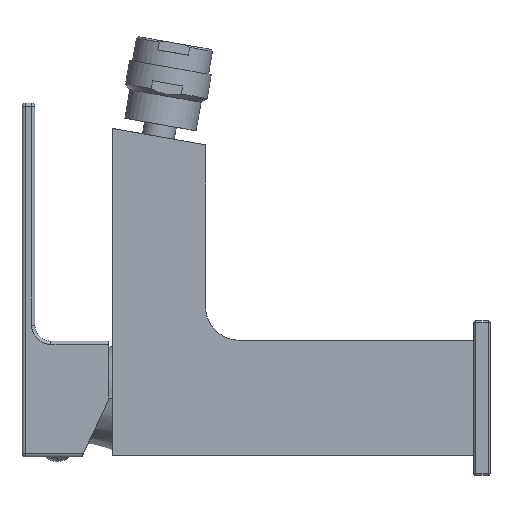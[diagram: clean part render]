
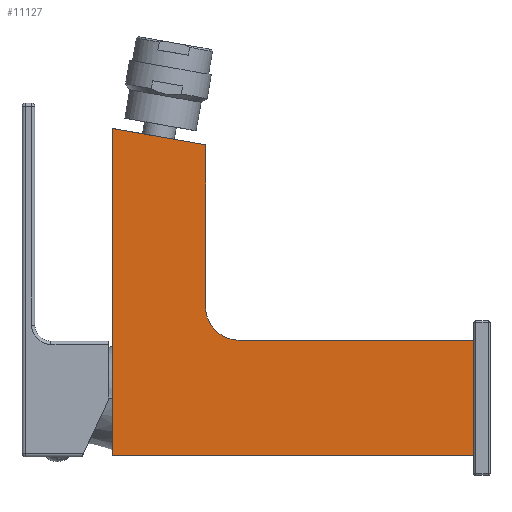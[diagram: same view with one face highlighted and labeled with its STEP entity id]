
A CAD part, left-side view. The second image highlights one B-rep face of the part: STEP entity #11127.
In plain terms, the highlighted planar face has unit normal (-1, 0, 0).
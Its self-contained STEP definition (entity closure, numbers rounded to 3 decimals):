
#2780=DIRECTION('',(0.,0.,-1.));
#2781=VECTOR('',#2780,101.712);
#2782=CARTESIAN_POINT('',(-18.,114.,83.712));
#2783=LINE('',#2782,#2781);
#2818=CARTESIAN_POINT('',(-18.,113.,83.212));
#2819=DIRECTION('',(1.,0.,0.));
#2820=DIRECTION('',(0.,0.894,0.447));
#2821=AXIS2_PLACEMENT_3D('',#2818,#2819,#2820);
#2828=DIRECTION('',(0.,0.,1.));
#2829=VECTOR('',#2828,36.);
#2830=CARTESIAN_POINT('',(-18.,1.5,-18.));
#2831=LINE('',#2830,#2829);
#2832=DIRECTION('',(0.,1.,0.));
#2833=VECTOR('',#2832,112.5);
#2834=CARTESIAN_POINT('',(-18.,1.5,-18.));
#2835=LINE('',#2834,#2833);
#2836=DIRECTION('',(0.,0.985,0.174));
#2837=VECTOR('',#2836,29.344);
#2838=CARTESIAN_POINT('',(-18.,85.,78.783));
#2839=LINE('',#2838,#2837);
#2840=DIRECTION('',(0.,0.,1.));
#2841=VECTOR('',#2840,50.283);
#2842=CARTESIAN_POINT('',(-18.,85.,28.5));
#2843=LINE('',#2842,#2841);
#2844=CARTESIAN_POINT('',(-18.,74.5,28.5));
#2845=DIRECTION('',(1.,0.,0.));
#2846=DIRECTION('',(0.,0.,-1.));
#2847=AXIS2_PLACEMENT_3D('',#2844,#2845,#2846);
#2849=DIRECTION('',(0.,1.,0.));
#2850=VECTOR('',#2849,73.);
#2851=CARTESIAN_POINT('',(-18.,1.5,18.));
#2852=LINE('',#2851,#2850);
#5077=CARTESIAN_POINT('',(-18.,114.,-18.));
#5079=VERTEX_POINT('',#5077);
#5093=CARTESIAN_POINT('',(-18.,74.5,18.));
#5094=CARTESIAN_POINT('',(-18.,85.,28.5));
#5095=VERTEX_POINT('',#5093);
#5096=VERTEX_POINT('',#5094);
#5097=CARTESIAN_POINT('',(-18.,85.,78.783));
#5098=VERTEX_POINT('',#5097);
#5099=CARTESIAN_POINT('',(-18.,113.898,83.878));
#5100=VERTEX_POINT('',#5099);
#5107=CARTESIAN_POINT('',(-18.,114.,83.712));
#5108=VERTEX_POINT('',#5107);
#5728=CARTESIAN_POINT('',(-18.,1.5,-18.));
#5729=CARTESIAN_POINT('',(-18.,1.5,18.));
#5730=VERTEX_POINT('',#5728);
#5731=VERTEX_POINT('',#5729);
#11108=CARTESIAN_POINT('',(-18.,1.5,-28.819));
#11109=DIRECTION('',(1.,0.,0.));
#11110=DIRECTION('',(0.,1.,0.));
#11111=AXIS2_PLACEMENT_3D('',#11108,#11109,#11110);
#11112=PLANE('',#11111);
#11113=ORIENTED_EDGE('',*,*,#7074,.F.);
#11115=ORIENTED_EDGE('',*,*,#11114,.T.);
#11116=ORIENTED_EDGE('',*,*,#11052,.F.);
#11117=ORIENTED_EDGE('',*,*,#11095,.T.);
#11118=ORIENTED_EDGE('',*,*,#7003,.F.);
#11120=ORIENTED_EDGE('',*,*,#11119,.F.);
#11122=ORIENTED_EDGE('',*,*,#11121,.F.);
#11124=ORIENTED_EDGE('',*,*,#11123,.F.);
#11125=EDGE_LOOP('',(#11113,#11115,#11116,#11117,#11118,#11120,#11122,#11124));
#11126=FACE_OUTER_BOUND('',#11125,.F.);
#11127=ADVANCED_FACE('',(#11126),#11112,.F.);
#2822=CIRCLE('',#2821,1.118);
#2848=CIRCLE('',#2847,10.5);
#7003=EDGE_CURVE('',#5098,#5100,#2839,.T.);
#7074=EDGE_CURVE('',#5730,#5731,#2831,.T.);
#11052=EDGE_CURVE('',#5108,#5079,#2783,.T.);
#11095=EDGE_CURVE('',#5108,#5100,#2822,.T.);
#11114=EDGE_CURVE('',#5730,#5079,#2835,.T.);
#11119=EDGE_CURVE('',#5096,#5098,#2843,.T.);
#11121=EDGE_CURVE('',#5095,#5096,#2848,.T.);
#11123=EDGE_CURVE('',#5731,#5095,#2852,.T.);
